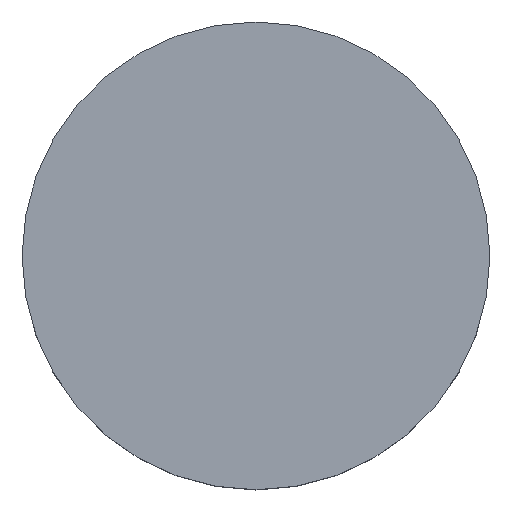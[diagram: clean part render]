
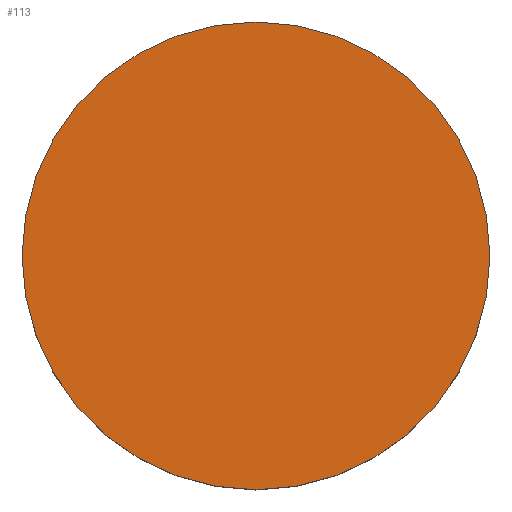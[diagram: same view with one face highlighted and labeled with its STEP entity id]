
A CAD part, top view. The second image highlights one B-rep face of the part: STEP entity #113.
In plain terms, the highlighted planar face has unit normal (0, 0, 1).
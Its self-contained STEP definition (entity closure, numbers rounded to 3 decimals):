
#113=ADVANCED_FACE('48:243',(#198),#199,.F.);
#198=FACE_OUTER_BOUND('',#261,.T.);
#199=PLANE('',#262);
#261=EDGE_LOOP('',(#312,#313));
#262=AXIS2_PLACEMENT_3D('',#314,#315,#316);
#312=ORIENTED_EDGE('',*,*,#339,.T.);
#313=ORIENTED_EDGE('',*,*,#334,.T.);
#314=CARTESIAN_POINT('',(6.0,34.0,9.25));
#315=DIRECTION('',(-0.0,0.0,-1.0));
#316=DIRECTION('',(-1.0,-0.0,0.0));
#334=EDGE_CURVE('',#360,#357,#361,.T.);
#339=EDGE_CURVE('48:970',#357,#360,#367,.T.);
#357=VERTEX_POINT('',#387);
#360=VERTEX_POINT('',#391);
#361=CIRCLE('',#392,2.5);
#367=CIRCLE('',#399,2.5);
#387=CARTESIAN_POINT('',(8.5,41.0,9.25));
#391=CARTESIAN_POINT('',(3.5,41.0,9.25));
#392=AXIS2_PLACEMENT_3D('',#416,#417,#418);
#399=AXIS2_PLACEMENT_3D('',#426,#427,#428);
#416=CARTESIAN_POINT('',(6.0,41.0,9.25));
#417=DIRECTION('',(0.0,-0.0,1.0));
#418=DIRECTION('',(1.0,0.0,-0.0));
#426=CARTESIAN_POINT('',(6.0,41.0,9.25));
#427=DIRECTION('',(0.0,-0.0,1.0));
#428=DIRECTION('',(1.0,0.0,-0.0));
